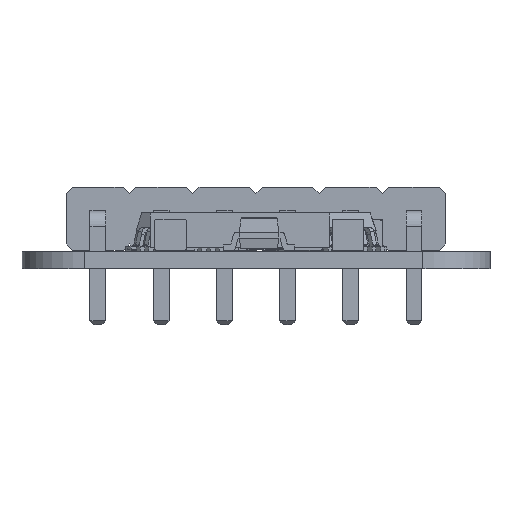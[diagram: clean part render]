
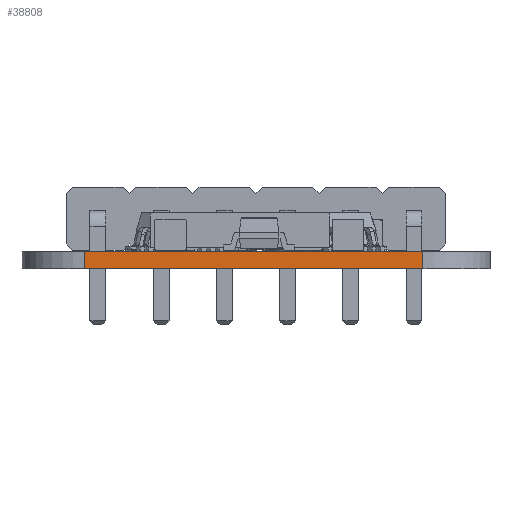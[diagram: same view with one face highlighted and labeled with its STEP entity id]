
A CAD part, front view. The second image highlights one B-rep face of the part: STEP entity #38808.
In plain terms, the highlighted planar face has unit normal (0, -1, 0).
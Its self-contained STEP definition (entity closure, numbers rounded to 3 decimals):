
#37841 = VERTEX_POINT('',#37842);
#37842 = CARTESIAN_POINT('',(0.74,-40.671,0.));
#37849 = EDGE_CURVE('',#37850,#37841,#37852,.T.);
#37850 = VERTEX_POINT('',#37851);
#37851 = CARTESIAN_POINT('',(14.327,-40.671,0.));
#37852 = LINE('',#37853,#37854);
#37853 = CARTESIAN_POINT('',(14.327,-40.671,0.));
#37854 = VECTOR('',#37855,1.);
#37855 = DIRECTION('',(-1.,0.,0.));
#38311 = VERTEX_POINT('',#38312);
#38312 = CARTESIAN_POINT('',(0.74,-40.671,0.7));
#38319 = EDGE_CURVE('',#38320,#38311,#38322,.T.);
#38320 = VERTEX_POINT('',#38321);
#38321 = CARTESIAN_POINT('',(14.327,-40.671,0.7));
#38322 = LINE('',#38323,#38324);
#38323 = CARTESIAN_POINT('',(14.327,-40.671,0.7));
#38324 = VECTOR('',#38325,1.);
#38325 = DIRECTION('',(-1.,0.,0.));
#38778 = EDGE_CURVE('',#37841,#38311,#38779,.T.);
#38779 = LINE('',#38780,#38781);
#38780 = CARTESIAN_POINT('',(0.74,-40.671,0.));
#38781 = VECTOR('',#38782,1.);
#38782 = DIRECTION('',(0.,0.,1.));
#38808 = ADVANCED_FACE('',(#38809),#38820,.T.);
#38809 = FACE_BOUND('',#38810,.T.);
#38810 = EDGE_LOOP('',(#38811,#38817,#38818,#38819));
#38811 = ORIENTED_EDGE('',*,*,#38812,.T.);
#38812 = EDGE_CURVE('',#37850,#38320,#38813,.T.);
#38813 = LINE('',#38814,#38815);
#38814 = CARTESIAN_POINT('',(14.327,-40.671,0.));
#38815 = VECTOR('',#38816,1.);
#38816 = DIRECTION('',(0.,0.,1.));
#38817 = ORIENTED_EDGE('',*,*,#38319,.T.);
#38818 = ORIENTED_EDGE('',*,*,#38778,.F.);
#38819 = ORIENTED_EDGE('',*,*,#37849,.F.);
#38820 = PLANE('',#38821);
#38821 = AXIS2_PLACEMENT_3D('',#38822,#38823,#38824);
#38822 = CARTESIAN_POINT('',(14.327,-40.671,0.));
#38823 = DIRECTION('',(0.,-1.,0.));
#38824 = DIRECTION('',(-1.,0.,0.));
